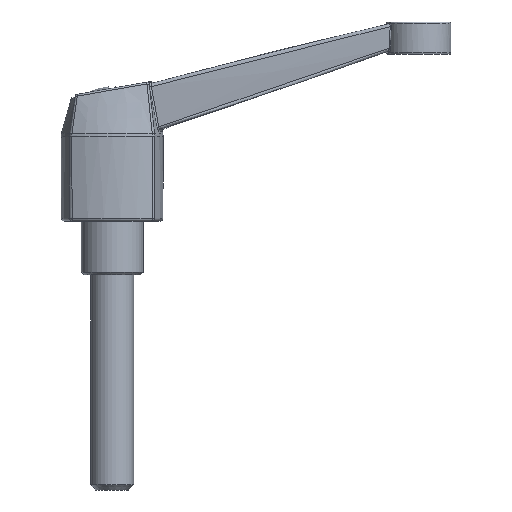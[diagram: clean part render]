
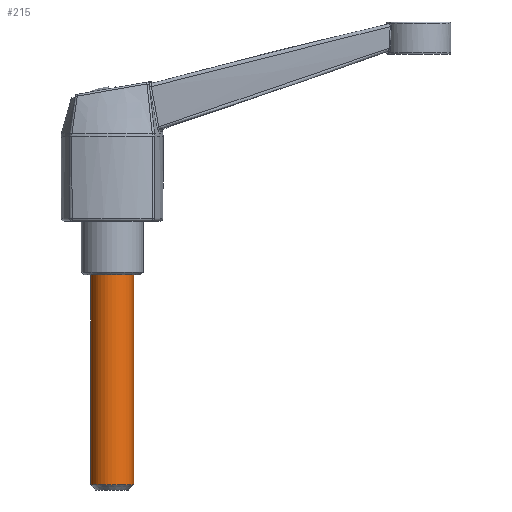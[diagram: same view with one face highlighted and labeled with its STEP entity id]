
A CAD part, front view. The second image highlights one B-rep face of the part: STEP entity #215.
In plain terms, the highlighted cylindrical face has radius 4 mm (diameter 8 mm), a full revolution.
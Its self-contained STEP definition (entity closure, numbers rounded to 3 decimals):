
#215 = ADVANCED_FACE( '', ( #547, #548 ), #549, .T. );
#547 = FACE_OUTER_BOUND( '', #1792, .T. );
#548 = FACE_OUTER_BOUND( '', #1793, .T. );
#549 = CYLINDRICAL_SURFACE( '', #1794, 4. );
#1792 = EDGE_LOOP( '', ( #10398 ) );
#1793 = EDGE_LOOP( '', ( #10399 ) );
#1794 = AXIS2_PLACEMENT_3D( '', #10400, #10401, #10402 );
#10398 = ORIENTED_EDGE( '', *, *, #11317, .T. );
#10399 = ORIENTED_EDGE( '', *, *, #11298, .T. );
#10400 = CARTESIAN_POINT( '', ( 0., 0., -50. ) );
#10401 = DIRECTION( '', ( 0., 0., -1. ) );
#10402 = DIRECTION( '', ( 1., 0., 0. ) );
#11298 = EDGE_CURVE( '', #11830, #11830, #11831, .T. );
#11317 = EDGE_CURVE( '', #11862, #11862, #11863, .F. );
#11830 = VERTEX_POINT( '', #13321 );
#11831 = CIRCLE( '', #13322, 4. );
#11862 = VERTEX_POINT( '', #13518 );
#11863 = CIRCLE( '', #13519, 4. );
#13321 = CARTESIAN_POINT( '', ( 4., 0., -10. ) );
#13322 = AXIS2_PLACEMENT_3D( '', #16735, #16736, #16737 );
#13518 = CARTESIAN_POINT( '', ( -4., 0., -49. ) );
#13519 = AXIS2_PLACEMENT_3D( '', #16747, #16748, #16749 );
#16735 = CARTESIAN_POINT( '', ( 0., 0., -10. ) );
#16736 = DIRECTION( '', ( 0., 0., -1. ) );
#16737 = DIRECTION( '', ( 1., 0., 0. ) );
#16747 = CARTESIAN_POINT( '', ( 0., 0., -49. ) );
#16748 = DIRECTION( '', ( 0., 0., -1. ) );
#16749 = DIRECTION( '', ( -1., 0., 0. ) );
